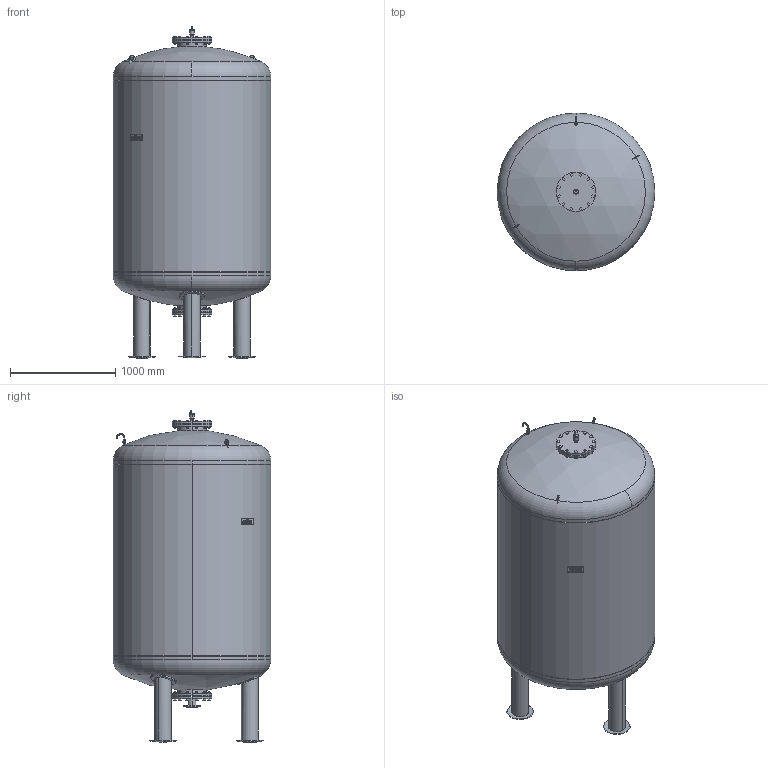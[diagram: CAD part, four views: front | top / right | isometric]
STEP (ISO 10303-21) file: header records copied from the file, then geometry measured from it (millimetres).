
FILE_DESCRIPTION((''),'2;1');
FILE_NAME('3d_GF4000-6930705.stp','2009-12-29T14:30:43',(''),(''),'Mechanical Desktop 2008','Mechanical Desktop 2008',', , ');
FILE_SCHEMA(('CONFIG_CONTROL_DESIGN'));
Length unit declared in the file: millimetre
Products named in the file (1): Product
Bounding box: 1500 x 1500 x 3159.45 mm (x, y, z)
Volume: 4077976699.7 mm3; surface area: 22984232.1 mm2
Topology: 20 solids, 20 shells, 812 faces, 1943 edges, 1270 vertices
Faces by surface type: plane 487, cylinder 199, cone 72, bspline 43, torus 6, sphere 5
Entity records: 24512 total; most frequent: CARTESIAN_POINT 5088, DIRECTION 4032, ORIENTED_EDGE 3874, EDGE_CURVE 1937, AXIS2_PLACEMENT_3D 1345, VECTOR 1342, LINE 1342, VERTEX_POINT 1270
